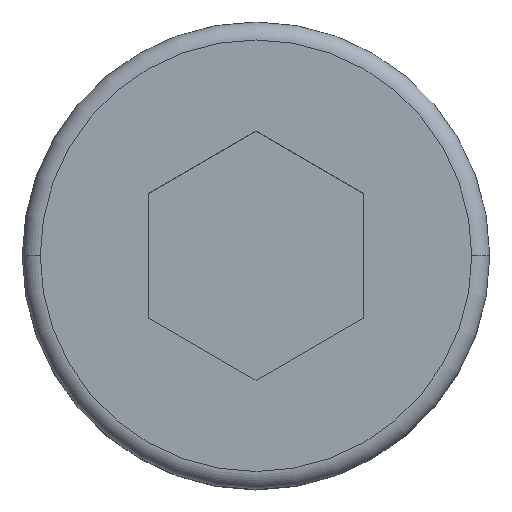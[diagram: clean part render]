
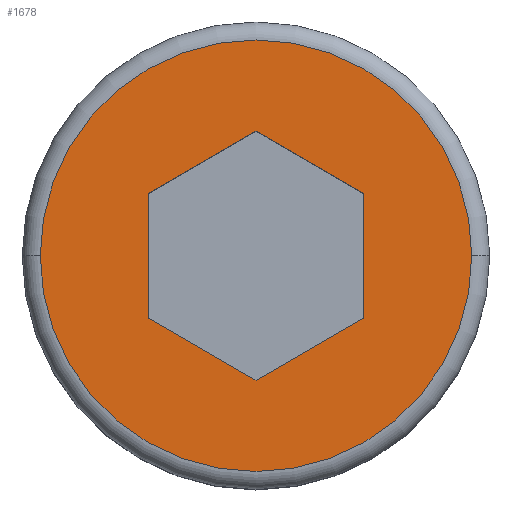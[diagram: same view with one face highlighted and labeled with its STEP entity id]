
A CAD part, top view. The second image highlights one B-rep face of the part: STEP entity #1678.
In plain terms, the highlighted planar face has unit normal (0, 0, 1).
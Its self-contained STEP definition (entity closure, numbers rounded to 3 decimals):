
#18 = VECTOR ( 'NONE', #1102, 1000. ) ;
#45 = CARTESIAN_POINT ( 'NONE',  ( 3., 1.732, 0. ) ) ;
#65 = CARTESIAN_POINT ( 'NONE',  ( 0., 3.464, 0. ) ) ;
#119 = VECTOR ( 'NONE', #2970, 1000. ) ;
#208 = CARTESIAN_POINT ( 'NONE',  ( -3., -1.732, 0. ) ) ;
#225 = DIRECTION ( 'NONE',  ( 0.866, -0.5, 0. ) ) ;
#331 = CIRCLE ( 'NONE', #512, 6. ) ;
#384 = CARTESIAN_POINT ( 'NONE',  ( 0., 0., 0. ) ) ;
#394 = DIRECTION ( 'NONE',  ( -0.866, 0.5, 0. ) ) ;
#512 = AXIS2_PLACEMENT_3D ( 'NONE', #384, #3911, #1088 ) ;
#516 = ORIENTED_EDGE ( 'NONE', *, *, #3818, .F. ) ;
#580 = EDGE_LOOP ( 'NONE', ( #3093, #3657 ) ) ;
#592 = EDGE_CURVE ( 'NONE', #2964, #822, #2991, .T. ) ;
#764 = CARTESIAN_POINT ( 'NONE',  ( -3., 1.732, 0. ) ) ;
#822 = VERTEX_POINT ( 'NONE', #1936 ) ;
#1088 = DIRECTION ( 'NONE',  ( 1., 0., 0. ) ) ;
#1102 = DIRECTION ( 'NONE',  ( 0., -1., 0. ) ) ;
#1131 = AXIS2_PLACEMENT_3D ( 'NONE', #2901, #2626, #4049 ) ;
#1151 = VECTOR ( 'NONE', #4131, 1000. ) ;
#1157 = PLANE ( 'NONE',  #1131 ) ;
#1170 = VERTEX_POINT ( 'NONE', #2413 ) ;
#1233 = ORIENTED_EDGE ( 'NONE', *, *, #2510, .F. ) ;
#1387 = EDGE_CURVE ( 'NONE', #2980, #2704, #4491, .T. ) ;
#1454 = EDGE_CURVE ( 'NONE', #1170, #4197, #331, .T. ) ;
#1515 = DIRECTION ( 'NONE',  ( 1., 0., 0. ) ) ;
#1614 = EDGE_CURVE ( 'NONE', #4197, #1170, #3227, .T. ) ;
#1678 = ADVANCED_FACE ( 'NONE', ( #3714, #3109 ), #1157, .T. ) ;
#1718 = LINE ( 'NONE', #208, #3474 ) ;
#1753 = DIRECTION ( 'NONE',  ( 0., 1., 0. ) ) ;
#1861 = VECTOR ( 'NONE', #1753, 1000. ) ;
#1914 = AXIS2_PLACEMENT_3D ( 'NONE', #3174, #1951, #1515 ) ;
#1936 = CARTESIAN_POINT ( 'NONE',  ( 3., 1.732, 0. ) ) ;
#1951 = DIRECTION ( 'NONE',  ( 0., 0., 1. ) ) ;
#2007 = ORIENTED_EDGE ( 'NONE', *, *, #3305, .F. ) ;
#2117 = ORIENTED_EDGE ( 'NONE', *, *, #3642, .F. ) ;
#2268 = EDGE_LOOP ( 'NONE', ( #3308, #1233, #516, #2768, #2007, #2117 ) ) ;
#2413 = CARTESIAN_POINT ( 'NONE',  ( 6., 0., 0. ) ) ;
#2510 = EDGE_CURVE ( 'NONE', #4268, #2980, #4228, .T. ) ;
#2626 = DIRECTION ( 'NONE',  ( 0., 0., 1. ) ) ;
#2704 = VERTEX_POINT ( 'NONE', #4092 ) ;
#2768 = ORIENTED_EDGE ( 'NONE', *, *, #592, .F. ) ;
#2901 = CARTESIAN_POINT ( 'NONE',  ( 0., 0., 0. ) ) ;
#2964 = VERTEX_POINT ( 'NONE', #3708 ) ;
#2970 = DIRECTION ( 'NONE',  ( -0.866, -0.5, 0. ) ) ;
#2980 = VERTEX_POINT ( 'NONE', #3995 ) ;
#2991 = LINE ( 'NONE', #3464, #1861 ) ;
#3070 = CARTESIAN_POINT ( 'NONE',  ( 0., -3.464, 0. ) ) ;
#3093 = ORIENTED_EDGE ( 'NONE', *, *, #1454, .T. ) ;
#3109 = FACE_BOUND ( 'NONE', #2268, .T. ) ;
#3174 = CARTESIAN_POINT ( 'NONE',  ( 0., 0., 0. ) ) ;
#3193 = VECTOR ( 'NONE', #394, 1000. ) ;
#3227 = CIRCLE ( 'NONE', #1914, 6. ) ;
#3252 = CARTESIAN_POINT ( 'NONE',  ( 0., 3.464, 0. ) ) ;
#3305 = EDGE_CURVE ( 'NONE', #3930, #2964, #3550, .T. ) ;
#3308 = ORIENTED_EDGE ( 'NONE', *, *, #1387, .F. ) ;
#3464 = CARTESIAN_POINT ( 'NONE',  ( 3., -1.732, 0. ) ) ;
#3474 = VECTOR ( 'NONE', #225, 1000. ) ;
#3550 = LINE ( 'NONE', #3070, #1151 ) ;
#3642 = EDGE_CURVE ( 'NONE', #2704, #3930, #1718, .T. ) ;
#3657 = ORIENTED_EDGE ( 'NONE', *, *, #1614, .T. ) ;
#3708 = CARTESIAN_POINT ( 'NONE',  ( 3., -1.732, 0. ) ) ;
#3714 = FACE_OUTER_BOUND ( 'NONE', #580, .T. ) ;
#3818 = EDGE_CURVE ( 'NONE', #822, #4268, #4056, .T. ) ;
#3854 = CARTESIAN_POINT ( 'NONE',  ( -6., 0., 0. ) ) ;
#3911 = DIRECTION ( 'NONE',  ( 0., 0., 1. ) ) ;
#3930 = VERTEX_POINT ( 'NONE', #4261 ) ;
#3995 = CARTESIAN_POINT ( 'NONE',  ( -3., 1.732, 0. ) ) ;
#4049 = DIRECTION ( 'NONE',  ( 1., 0., 0. ) ) ;
#4056 = LINE ( 'NONE', #45, #3193 ) ;
#4092 = CARTESIAN_POINT ( 'NONE',  ( -3., -1.732, 0. ) ) ;
#4131 = DIRECTION ( 'NONE',  ( 0.866, 0.5, 0. ) ) ;
#4197 = VERTEX_POINT ( 'NONE', #3854 ) ;
#4228 = LINE ( 'NONE', #3252, #119 ) ;
#4261 = CARTESIAN_POINT ( 'NONE',  ( 0., -3.464, 0. ) ) ;
#4268 = VERTEX_POINT ( 'NONE', #65 ) ;
#4491 = LINE ( 'NONE', #764, #18 ) ;
